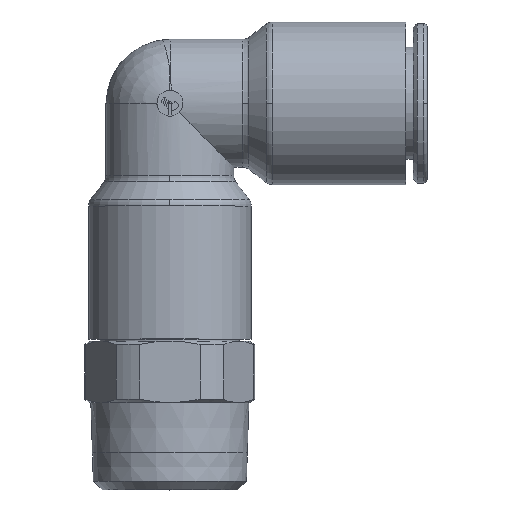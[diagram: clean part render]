
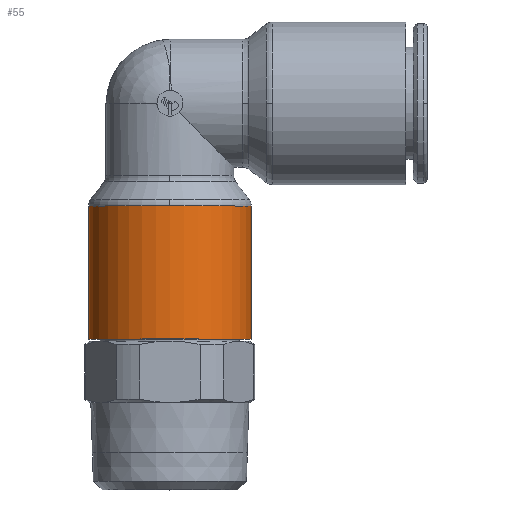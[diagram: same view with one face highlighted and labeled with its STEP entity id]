
A CAD part, top view. The second image highlights one B-rep face of the part: STEP entity #55.
In plain terms, the highlighted cylindrical face has radius 11 mm (diameter 22 mm), a partial arc.
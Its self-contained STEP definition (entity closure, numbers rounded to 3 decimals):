
#55=ADVANCED_FACE('',(#177),#178,.T.);
#177=FACE_OUTER_BOUND('',#413,.T.);
#178=CYLINDRICAL_SURFACE('',#414,11.0);
#413=EDGE_LOOP('',(#704,#705,#706,#707,#708));
#414=AXIS2_PLACEMENT_3D('',#709,#710,#711);
#704=ORIENTED_EDGE('',*,*,#1564,.F.);
#705=ORIENTED_EDGE('',*,*,#1565,.T.);
#706=ORIENTED_EDGE('',*,*,#1566,.T.);
#707=ORIENTED_EDGE('',*,*,#1567,.F.);
#708=ORIENTED_EDGE('',*,*,#1568,.F.);
#709=CARTESIAN_POINT('',(0.,17.595,0.003));
#710=DIRECTION('',(0.,-1.0,0.0));
#711=DIRECTION('',(1.0,0.,0.0));
#1564=EDGE_CURVE('',#1878,#1879,#1880,.T.);
#1565=EDGE_CURVE('',#1878,#1881,#1882,.T.);
#1566=EDGE_CURVE('',#1881,#1883,#1884,.T.);
#1567=EDGE_CURVE('',#1885,#1883,#1886,.T.);
#1568=EDGE_CURVE('',#1879,#1885,#1887,.T.);
#1878=VERTEX_POINT('',#2344);
#1879=VERTEX_POINT('',#2345);
#1880=LINE('',#2346,#2347);
#1881=VERTEX_POINT('',#2348);
#1882=CIRCLE('',#2349,11.0);
#1883=VERTEX_POINT('',#2350);
#1884=CIRCLE('',#2351,11.0);
#1885=VERTEX_POINT('',#2352);
#1886=LINE('',#2353,#2354);
#1887=CIRCLE('',#2355,11.0);
#2344=CARTESIAN_POINT('',(11.0,26.595,0.003));
#2345=CARTESIAN_POINT('',(11.0,8.595,0.003));
#2346=CARTESIAN_POINT('',(11.0,17.595,0.003));
#2347=VECTOR('',#3601,1.0);
#2348=CARTESIAN_POINT('',(0.,26.595,11.003));
#2349=AXIS2_PLACEMENT_3D('',#3602,#3603,#3604);
#2350=CARTESIAN_POINT('',(-11.0,26.595,0.003));
#2351=AXIS2_PLACEMENT_3D('',#3605,#3606,#3607);
#2352=CARTESIAN_POINT('',(-11.0,8.595,0.003));
#2353=CARTESIAN_POINT('',(-11.0,17.595,0.003));
#2354=VECTOR('',#3608,1.0);
#2355=AXIS2_PLACEMENT_3D('',#3609,#3610,#3611);
#3601=DIRECTION('',(0.,-1.0,0.0));
#3602=CARTESIAN_POINT('',(0.,26.595,0.003));
#3603=DIRECTION('',(0.,-1.0,0.0));
#3604=DIRECTION('',(1.0,0.,0.0));
#3605=CARTESIAN_POINT('',(0.,26.595,0.003));
#3606=DIRECTION('',(0.,-1.0,0.0));
#3607=DIRECTION('',(1.0,0.,0.0));
#3608=DIRECTION('',(0.,1.0,-0.0));
#3609=CARTESIAN_POINT('',(0.,8.595,0.003));
#3610=DIRECTION('',(0.,-1.0,0.0));
#3611=DIRECTION('',(1.0,0.,0.0));
